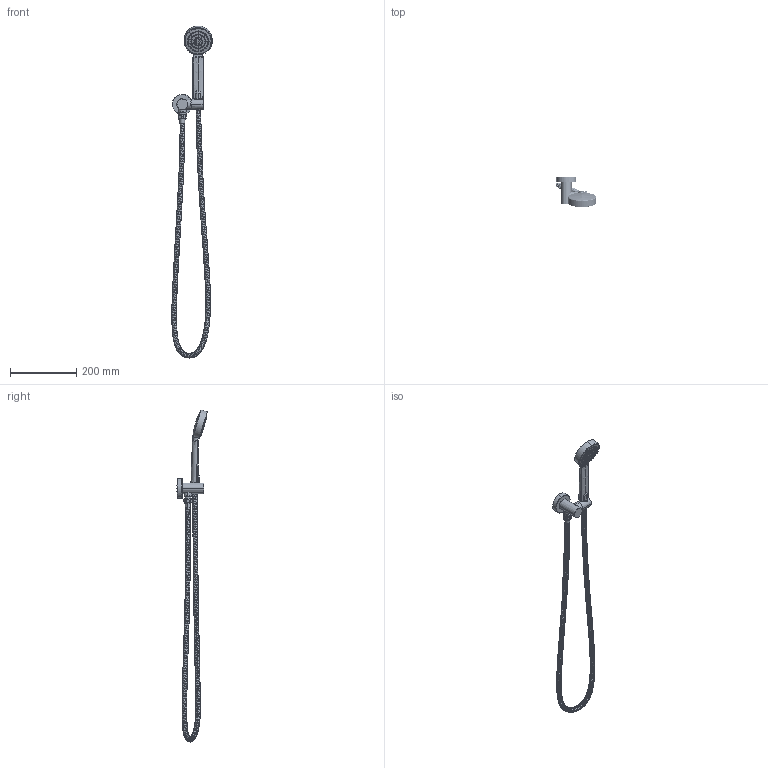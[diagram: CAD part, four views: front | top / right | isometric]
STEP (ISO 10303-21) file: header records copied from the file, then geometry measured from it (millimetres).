
FILE_DESCRIPTION(/* description */ (''),/* implementation_level */ '2;1');
FILE_NAME(/* name */ 'STEP - SS-AR1H101CP_33096',/* time_stamp */ '2025-07-23T08:02:32+10:00',/* author */ (''),/* organization */ (''),/* preprocessor_version */ 'ST-DEVELOPER v16.5',/* originating_system */ 'Rhino 7.37',/* authorisation */ '');
FILE_SCHEMA (('AUTOMOTIVE_DESIGN'));
Length unit declared in the file: millimetre
Products named in the file (35): Document; 33096-20250722; HB002-21112; Document51; Block 10; P00001_ASM49; P00001-JIAOQUAN_ASM_1_ASM48; P00001-00_ASM_1_ASM_1_ASM47; ASM0001_ASM_1_ASM_1_ASM_1_ASM_1_ASM1345; RUSH_HAND_SHOWER_BRACKET-3095_1_ASM1243; GSC-M4_GSC_M4_X_8_ANY_1_1_1_1_11027; WASHER_M5_ANY_1_1_1_1_1_133; PRT0002_1_1_1_117; M5_SOCKET_HEAD_CAP_SCREW_X12__1419; RUSH_HAND_SHOWER_BRACKET_BRAZ_1_ASM1140; RUSH_HAND_SHOWER_BRACKET_BODY_1111; RUSH_HAND_SHOWER_BRACKET-2774_1523; RUSH_HAND_SHOWER_BRACK_BODY_T_169; PRT0017_1_129; RUSH_HAND_SHOWER_BRACKET_HAND_1931; P0001-140001_ASM_1_ASM_1_ASM_1__ASM41; WPZA04090001_1_1_1_135; WPTE0305000_1_1_1_137; WPTE0112WWH_1_1_1_15; 29X2_1_113; WPKA0213_12; AR1H101-1_ASM46; N50510_ASM_ASM_ASM44; N50510_ASM_9_ASM_ASM42; N50510-001_BODY_16339; 图块 017; N50510-005_SAIZI_11821; N50510-006_MIANGAI_ASM_9_ASM_ASM38; N50510-002_MIANGAI_10225; N50510-003_TPR_8715
Assembly tree (34 placements, depth 10):
  Document
    33096-20250722
      HB002-21112
      Document51
        Block 10
        P00001_ASM49
          P00001-JIAOQUAN_ASM_1_ASM48
            P00001-00_ASM_1_ASM_1_ASM47
              ASM0001_ASM_1_ASM_1_ASM_1_ASM_1_ASM1345
                RUSH_HAND_SHOWER_BRACKET-3095_1_ASM1243
                  GSC-M4_GSC_M4_X_8_ANY_1_1_1_1_11027
                  WASHER_M5_ANY_1_1_1_1_1_133
                  PRT0002_1_1_1_117
                  M5_SOCKET_HEAD_CAP_SCREW_X12__1419
                  RUSH_HAND_SHOWER_BRACKET_BRAZ_1_ASM1140
                  RUSH_HAND_SHOWER_BRACKET_HAND_1931
                P0001-140001_ASM_1_ASM_1_ASM_1__ASM41
                  WPZA04090001_1_1_1_135
                  WPTE0305000_1_1_1_137
                  WPTE0112WWH_1_1_1_15
              29X2_1_113
            WPKA0213_12
        AR1H101-1_ASM46
          N50510_ASM_ASM_ASM44
            N50510_ASM_9_ASM_ASM42
              N50510-001_BODY_16339
                图块 017
              N50510-005_SAIZI_11821
              N50510-006_MIANGAI_ASM_9_ASM_ASM38
                N50510-002_MIANGAI_10225
                N50510-003_TPR_8715
Bounding box: 121.8 x 90.73 x 1000.22 mm (x, y, z)
Volume: 220434.1 mm3; surface area: 308922.4 mm2
Topology: 21 solids, 65 shells, 2061 faces, 5253 edges, 3420 vertices
Faces by surface type: bspline 1478, cylinder 317, plane 266
Entity records: 335143 total; most frequent: CARTESIAN_POINT 302588, ORIENTED_EDGE 10211, EDGE_CURVE 5222, B_SPLINE_CURVE_WITH_KNOTS 3681, VERTEX_POINT 3420, EDGE_LOOP 2489, ADVANCED_FACE 2061, FACE_OUTER_BOUND 2061
